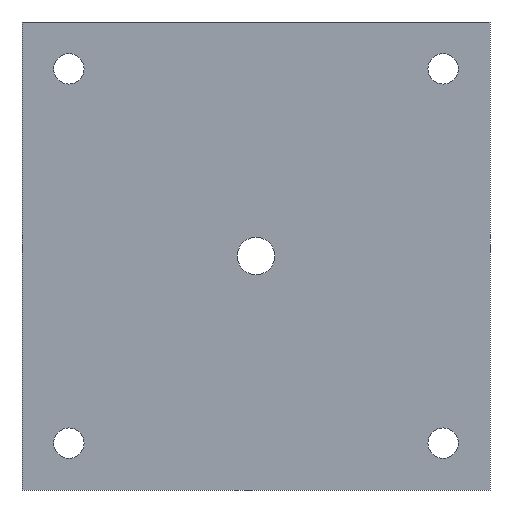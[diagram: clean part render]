
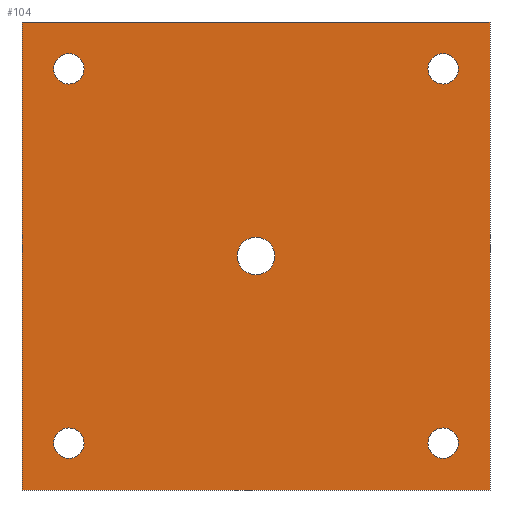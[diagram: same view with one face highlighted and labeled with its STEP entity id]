
A CAD part, front view. The second image highlights one B-rep face of the part: STEP entity #104.
In plain terms, the highlighted planar face has unit normal (0, -1, 0).
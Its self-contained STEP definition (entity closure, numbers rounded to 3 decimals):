
#18 = VERTEX_POINT ( 'NONE', #193 ) ;
#19 = ORIENTED_EDGE ( 'NONE', *, *, #108, .F. ) ;
#21 = ORIENTED_EDGE ( 'NONE', *, *, #37, .T. ) ;
#29 = EDGE_LOOP ( 'NONE', ( #334, #41 ) ) ;
#35 = VERTEX_POINT ( 'NONE', #459 ) ;
#37 = EDGE_CURVE ( 'NONE', #636, #627, #468, .T. ) ;
#38 = VERTEX_POINT ( 'NONE', #473 ) ;
#41 = ORIENTED_EDGE ( 'NONE', *, *, #643, .T. ) ;
#44 = VERTEX_POINT ( 'NONE', #511 ) ;
#53 = VERTEX_POINT ( 'NONE', #525 ) ;
#54 = ORIENTED_EDGE ( 'NONE', *, *, #63, .T. ) ;
#59 = EDGE_LOOP ( 'NONE', ( #387, #618 ) ) ;
#62 = EDGE_CURVE ( 'NONE', #92, #44, #577, .T. ) ;
#63 = EDGE_CURVE ( 'NONE', #53, #64, #582, .T. ) ;
#64 = VERTEX_POINT ( 'NONE', #587 ) ;
#73 = ORIENTED_EDGE ( 'NONE', *, *, #74, .T. ) ;
#74 = EDGE_CURVE ( 'NONE', #35, #38, #210, .T. ) ;
#75 = ORIENTED_EDGE ( 'NONE', *, *, #182, .F. ) ;
#81 = EDGE_LOOP ( 'NONE', ( #54, #641 ) ) ;
#89 = EDGE_LOOP ( 'NONE', ( #73, #129 ) ) ;
#92 = VERTEX_POINT ( 'NONE', #287 ) ;
#96 = VERTEX_POINT ( 'NONE', #297 ) ;
#104 = ADVANCED_FACE ( 'NONE', ( #357, #358, #359, #360, #361, #362 ), #379, .F. ) ;
#108 = EDGE_CURVE ( 'NONE', #147, #575, #390, .T. ) ;
#110 = ORIENTED_EDGE ( 'NONE', *, *, #122, .F. ) ;
#121 = EDGE_LOOP ( 'NONE', ( #75, #631, #110, #19 ) ) ;
#122 = EDGE_CURVE ( 'NONE', #575, #619, #474, .T. ) ;
#123 = EDGE_CURVE ( 'NONE', #44, #92, #512, .T. ) ;
#129 = ORIENTED_EDGE ( 'NONE', *, *, #623, .T. ) ;
#147 = VERTEX_POINT ( 'NONE', #180 ) ;
#180 = CARTESIAN_POINT ( 'NONE',  ( -50., 0., 50. ) ) ;
#182 = EDGE_CURVE ( 'NONE', #96, #147, #185, .T. ) ;
#185 = LINE ( 'NONE', #186, #187 ) ;
#186 = CARTESIAN_POINT ( 'NONE',  ( -50., 0., -50. ) ) ;
#187 = VECTOR ( 'NONE', #188, 1000. ) ;
#188 = DIRECTION ( 'NONE',  ( 0., 0., 1. ) ) ;
#193 = CARTESIAN_POINT ( 'NONE',  ( -40., 0., 43.25 ) ) ;
#210 = CIRCLE ( 'NONE', #211, 3.25 ) ;
#211 = AXIS2_PLACEMENT_3D ( 'NONE', #212, #213, #214 ) ;
#212 = CARTESIAN_POINT ( 'NONE',  ( 40., 0., -40. ) ) ;
#213 = DIRECTION ( 'NONE',  ( 0., 1., 0. ) ) ;
#214 = DIRECTION ( 'NONE',  ( 0., 0., 1. ) ) ;
#281 = CIRCLE ( 'NONE', #282, 3.25 ) ;
#282 = AXIS2_PLACEMENT_3D ( 'NONE', #284, #285, #286 ) ;
#284 = CARTESIAN_POINT ( 'NONE',  ( 40., 0., -40. ) ) ;
#285 = DIRECTION ( 'NONE',  ( 0., 1., 0. ) ) ;
#286 = DIRECTION ( 'NONE',  ( 0., 0., 1. ) ) ;
#287 = CARTESIAN_POINT ( 'NONE',  ( 40., 0., 36.75 ) ) ;
#288 = CIRCLE ( 'NONE', #289, 4. ) ;
#289 = AXIS2_PLACEMENT_3D ( 'NONE', #290, #291, #292 ) ;
#290 = CARTESIAN_POINT ( 'NONE',  ( 0., 0., 0. ) ) ;
#291 = DIRECTION ( 'NONE',  ( 0., 1., 0. ) ) ;
#292 = DIRECTION ( 'NONE',  ( 0., 0., 1. ) ) ;
#297 = CARTESIAN_POINT ( 'NONE',  ( -50., 0., -50. ) ) ;
#304 = CARTESIAN_POINT ( 'NONE',  ( 0., 0., 4. ) ) ;
#334 = ORIENTED_EDGE ( 'NONE', *, *, #352, .T. ) ;
#352 = EDGE_CURVE ( 'NONE', #18, #630, #395, .T. ) ;
#357 = FACE_BOUND ( 'NONE', #81, .T. ) ;
#358 = FACE_BOUND ( 'NONE', #29, .T. ) ;
#359 = FACE_BOUND ( 'NONE', #59, .T. ) ;
#360 = FACE_BOUND ( 'NONE', #89, .T. ) ;
#361 = FACE_OUTER_BOUND ( 'NONE', #121, .T. ) ;
#362 = FACE_BOUND ( 'NONE', #489, .T. ) ;
#379 = PLANE ( 'NONE',  #380 ) ;
#380 = AXIS2_PLACEMENT_3D ( 'NONE', #381, #382, #383 ) ;
#381 = CARTESIAN_POINT ( 'NONE',  ( -50., 0., 50. ) ) ;
#382 = DIRECTION ( 'NONE',  ( 0., 1., 0. ) ) ;
#383 = DIRECTION ( 'NONE',  ( 0., 0., 1. ) ) ;
#387 = ORIENTED_EDGE ( 'NONE', *, *, #123, .T. ) ;
#390 = LINE ( 'NONE', #391, #392 ) ;
#391 = CARTESIAN_POINT ( 'NONE',  ( -50., 0., 50. ) ) ;
#392 = VECTOR ( 'NONE', #393, 1000. ) ;
#393 = DIRECTION ( 'NONE',  ( 1., 0., 0. ) ) ;
#395 = CIRCLE ( 'NONE', #396, 3.25 ) ;
#396 = AXIS2_PLACEMENT_3D ( 'NONE', #397, #398, #399 ) ;
#397 = CARTESIAN_POINT ( 'NONE',  ( -40., 0., 40. ) ) ;
#398 = DIRECTION ( 'NONE',  ( 0., 1., 0. ) ) ;
#399 = DIRECTION ( 'NONE',  ( 0., 0., 1. ) ) ;
#400 = CARTESIAN_POINT ( 'NONE',  ( -40., 0., 36.75 ) ) ;
#438 = ORIENTED_EDGE ( 'NONE', *, *, #624, .T. ) ;
#458 = CARTESIAN_POINT ( 'NONE',  ( 0., 0., -4. ) ) ;
#459 = CARTESIAN_POINT ( 'NONE',  ( 40., 0., -36.75 ) ) ;
#468 = CIRCLE ( 'NONE', #469, 4. ) ;
#469 = AXIS2_PLACEMENT_3D ( 'NONE', #470, #471, #472 ) ;
#470 = CARTESIAN_POINT ( 'NONE',  ( 0., 0., 0. ) ) ;
#471 = DIRECTION ( 'NONE',  ( 0., 1., 0. ) ) ;
#472 = DIRECTION ( 'NONE',  ( 0., 0., 1. ) ) ;
#473 = CARTESIAN_POINT ( 'NONE',  ( 40., 0., -43.25 ) ) ;
#474 = LINE ( 'NONE', #475, #476 ) ;
#475 = CARTESIAN_POINT ( 'NONE',  ( 50., 0., -50. ) ) ;
#476 = VECTOR ( 'NONE', #477, 1000. ) ;
#477 = DIRECTION ( 'NONE',  ( 0., 0., -1. ) ) ;
#478 = CIRCLE ( 'NONE', #479, 3.25 ) ;
#479 = AXIS2_PLACEMENT_3D ( 'NONE', #480, #481, #482 ) ;
#480 = CARTESIAN_POINT ( 'NONE',  ( -40., 0., 40. ) ) ;
#481 = DIRECTION ( 'NONE',  ( 0., 1., 0. ) ) ;
#482 = DIRECTION ( 'NONE',  ( 0., 0., 1. ) ) ;
#483 = LINE ( 'NONE', #484, #485 ) ;
#484 = CARTESIAN_POINT ( 'NONE',  ( -50., 0., -50. ) ) ;
#485 = VECTOR ( 'NONE', #486, 1000. ) ;
#486 = DIRECTION ( 'NONE',  ( -1., 0., 0. ) ) ;
#489 = EDGE_LOOP ( 'NONE', ( #438, #21 ) ) ;
#511 = CARTESIAN_POINT ( 'NONE',  ( 40., 0., 43.25 ) ) ;
#512 = CIRCLE ( 'NONE', #513, 3.25 ) ;
#513 = AXIS2_PLACEMENT_3D ( 'NONE', #514, #515, #516 ) ;
#514 = CARTESIAN_POINT ( 'NONE',  ( 40., 0., 40. ) ) ;
#515 = DIRECTION ( 'NONE',  ( 0., 1., 0. ) ) ;
#516 = DIRECTION ( 'NONE',  ( 0., 0., 1. ) ) ;
#521 = CARTESIAN_POINT ( 'NONE',  ( 50., 0., 50. ) ) ;
#524 = CARTESIAN_POINT ( 'NONE',  ( 50., 0., -50. ) ) ;
#525 = CARTESIAN_POINT ( 'NONE',  ( -40., 0., -36.75 ) ) ;
#526 = CIRCLE ( 'NONE', #527, 3.25 ) ;
#527 = AXIS2_PLACEMENT_3D ( 'NONE', #528, #529, #530 ) ;
#528 = CARTESIAN_POINT ( 'NONE',  ( -40., 0., -40. ) ) ;
#529 = DIRECTION ( 'NONE',  ( 0., 1., 0. ) ) ;
#530 = DIRECTION ( 'NONE',  ( 0., 0., 1. ) ) ;
#575 = VERTEX_POINT ( 'NONE', #521 ) ;
#577 = CIRCLE ( 'NONE', #578, 3.25 ) ;
#578 = AXIS2_PLACEMENT_3D ( 'NONE', #579, #580, #581 ) ;
#579 = CARTESIAN_POINT ( 'NONE',  ( 40., 0., 40. ) ) ;
#580 = DIRECTION ( 'NONE',  ( 0., 1., 0. ) ) ;
#581 = DIRECTION ( 'NONE',  ( 0., 0., 1. ) ) ;
#582 = CIRCLE ( 'NONE', #583, 3.25 ) ;
#583 = AXIS2_PLACEMENT_3D ( 'NONE', #584, #585, #586 ) ;
#584 = CARTESIAN_POINT ( 'NONE',  ( -40., 0., -40. ) ) ;
#585 = DIRECTION ( 'NONE',  ( 0., 1., 0. ) ) ;
#586 = DIRECTION ( 'NONE',  ( 0., 0., 1. ) ) ;
#587 = CARTESIAN_POINT ( 'NONE',  ( -40., 0., -43.25 ) ) ;
#618 = ORIENTED_EDGE ( 'NONE', *, *, #62, .T. ) ;
#619 = VERTEX_POINT ( 'NONE', #524 ) ;
#620 = EDGE_CURVE ( 'NONE', #64, #53, #526, .T. ) ;
#623 = EDGE_CURVE ( 'NONE', #38, #35, #281, .T. ) ;
#624 = EDGE_CURVE ( 'NONE', #627, #636, #288, .T. ) ;
#627 = VERTEX_POINT ( 'NONE', #304 ) ;
#630 = VERTEX_POINT ( 'NONE', #400 ) ;
#631 = ORIENTED_EDGE ( 'NONE', *, *, #644, .F. ) ;
#636 = VERTEX_POINT ( 'NONE', #458 ) ;
#641 = ORIENTED_EDGE ( 'NONE', *, *, #620, .T. ) ;
#643 = EDGE_CURVE ( 'NONE', #630, #18, #478, .T. ) ;
#644 = EDGE_CURVE ( 'NONE', #619, #96, #483, .T. ) ;
